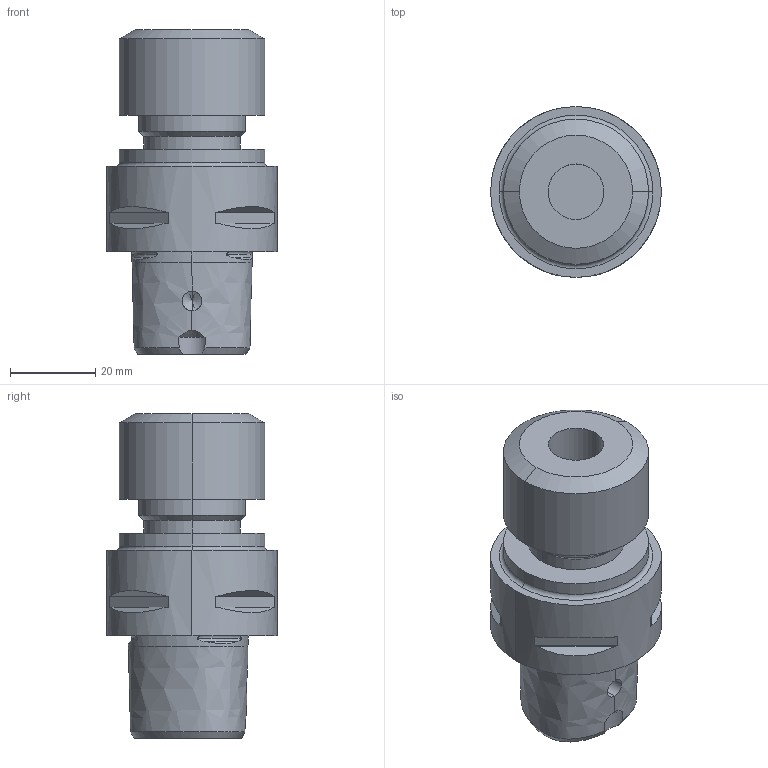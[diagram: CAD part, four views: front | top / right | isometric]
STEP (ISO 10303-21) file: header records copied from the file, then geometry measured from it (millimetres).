
FILE_DESCRIPTION (( 'STEP AP203' ), '1' );
FILE_NAME ('141.122.20.052.STEP', '2020-05-26T07:25:11', ( '' ), ( '' ), 'SwSTEP 2.0', 'SolidWorks 2017', '' );
FILE_SCHEMA (( 'CONFIG_CONTROL_DESIGN' ));
Length unit declared in the file: millimetre
Products named in the file (1): 141.122.20.052
Bounding box: 40 x 40 x 76 mm (x, y, z)
Volume: 51677.6 mm3; surface area: 14326.4 mm2
Topology: 1 solids, 1 shells, 93 faces, 214 edges, 130 vertices
Faces by surface type: plane 31, cylinder 25, cone 20, torus 11, bspline 6
Entity records: 4756 total; most frequent: CARTESIAN_POINT 2644, DIRECTION 426, ORIENTED_EDGE 420, EDGE_CURVE 210, AXIS2_PLACEMENT_3D 181, VERTEX_POINT 130, EDGE_LOOP 106, FACE_OUTER_BOUND 93
